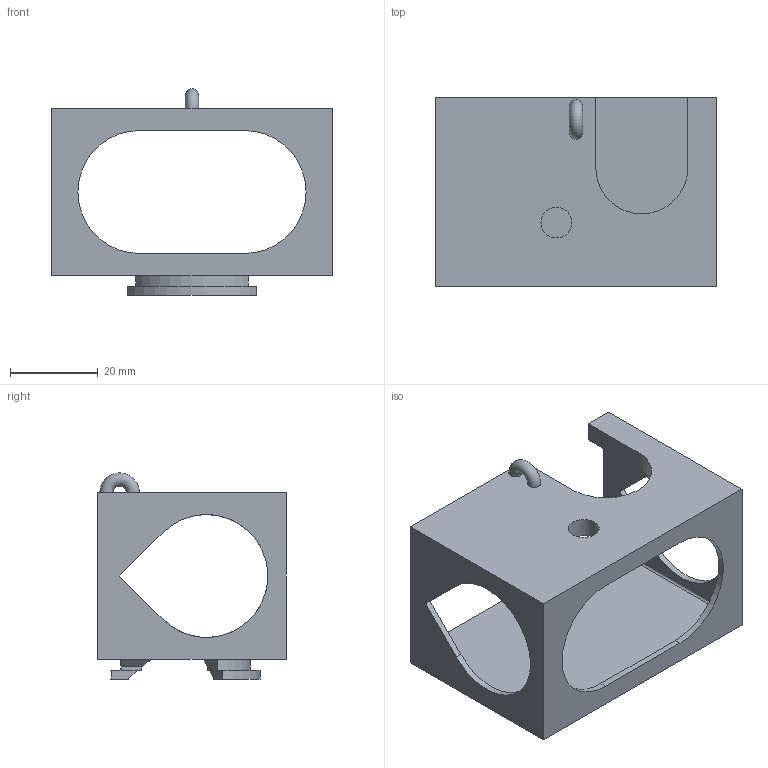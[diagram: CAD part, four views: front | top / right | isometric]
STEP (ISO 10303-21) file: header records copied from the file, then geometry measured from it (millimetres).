
FILE_DESCRIPTION(('FreeCAD Model'),'2;1');
FILE_NAME('goproFrame.STEP','2017-02-22T17:10:33',('Author'),(''), 'Open CASCADE STEP processor 6.8','FreeCAD','Unknown');
FILE_SCHEMA(('AUTOMOTIVE_DESIGN_CC2 { 1 2 10303 214 -1 1 5 4 }'));
Length unit declared in the file: millimetre
Products named in the file (2): ASSEMBLY; goproFrame
Assembly tree (1 placements, depth 2):
  ASSEMBLY
    goproFrame
Bounding box: 64 x 43 x 47 mm (x, y, z)
Volume: 20550.5 mm3; surface area: 16229.8 mm2
Topology: 1 solids, 1 shells, 66 faces, 173 edges, 108 vertices
Faces by surface type: plane 35, cylinder 22, cone 4, sphere 4, torus 1
Full cylindrical faces by diameter (mm): 7 x1
Entity records: 4949 total; most frequent: CARTESIAN_POINT 1082, DIRECTION 613, LINE 354, VECTOR 354, ORIENTED_EDGE 346, PCURVE 346, DEFINITIONAL_REPRESENTATION 346, EDGE_CURVE 173
